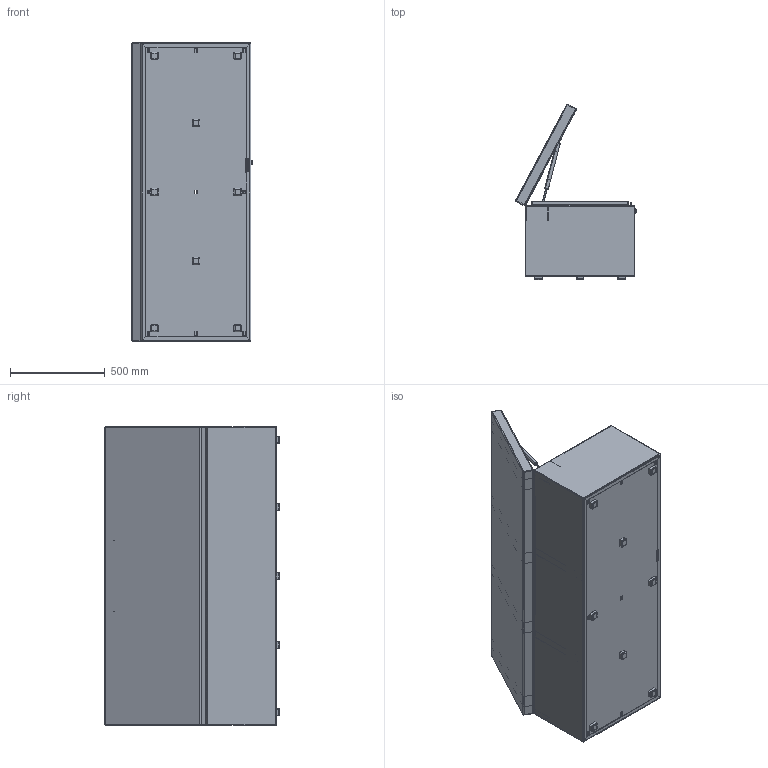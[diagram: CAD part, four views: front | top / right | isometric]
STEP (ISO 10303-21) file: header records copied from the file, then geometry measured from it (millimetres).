
FILE_DESCRIPTION (( 'STEP AP203' ), '1' );
FILE_NAME ('STB160_.STEP', '2021-01-11T07:58:14', ( '' ), ( '' ), 'SwSTEP 2.0', 'SolidWorks 2020', '' );
FILE_SCHEMA (( 'CONFIG_CONTROL_DESIGN' ));
Length unit declared in the file: millimetre
Products named in the file (41): STB160 Hinge_3280 Part 2; B7010; B1081; STB160_  Bottom 2; STB160_ Connection gasspring 3R; STB160_ Connection gasspring 3L; STB160_ base asm; STB160_ Connection gasspring; kogelgewricht-98510; STB160_  Reinforcement 2 strip; B4093; STB160 Hinge_3280 Part 1; B2146; kogelgewricht-98510-1; Gasveer 588437-1; STB160_ Lock Lip special; STB160_  reinforcement 3 strip; STB160_  Side plate back; STB160_  Side plate; Gasveer 588437-2; STB160_  Side plate 3; STB160_  strip; Gasveer 588437; kogelgewricht-98510-2; B4091; B6008; 0806_asm; 8980203; STB160_  Deksel; STB160_ Deksel asm; STB160_; STB160 Hinge 3280; STB160_  Feet; 9102604; STB160_  reinforcement strip; STB160_ Lock cover; STB160_ Connection gasspring 2
Assembly tree (58 placements, depth 4):
  STB160_
    STB160_ base asm
      STB160_  Side plate 3
      STB160_  Side plate  x2
      STB160_  Side plate back
      STB160_  reinforcement strip  x2
      STB160_  Feet  x8
      STB160_  Bottom 2
      STB160_  reinforcement 3 strip
      STB160_ Lock cover
      STB160_ Connection gasspring
      STB160_ Connection gasspring 2
    STB160_ Deksel asm
      STB160_  Deksel
      STB160_  strip
      STB160_  Reinforcement 2 strip  x2
      STB160_ Connection gasspring 3R
      STB160_ Connection gasspring 3L
    STB160_ Lock Lip special
    0806_asm
      B1081
      B2146
      B7010
      9102604
      B6008
      B4093
      B4091
      8980203
    Gasveer 588437
      Gasveer 588437-1
      Gasveer 588437-2
      kogelgewricht-98510
        kogelgewricht-98510-1
        kogelgewricht-98510-2
      kogelgewricht-98510
        kogelgewricht-98510-1
        kogelgewricht-98510-2
    Gasveer 588437
      Gasveer 588437-1
      Gasveer 588437-2
      kogelgewricht-98510
        kogelgewricht-98510-1
        kogelgewricht-98510-2
      kogelgewricht-98510
        kogelgewricht-98510-1
        kogelgewricht-98510-2
    STB160 Hinge 3280
      STB160 Hinge_3280 Part 1
      STB160 Hinge_3280 Part 2
Bounding box: 637.29 x 926.15 x 1580 mm (x, y, z)
Volume: 13971854.2 mm3; surface area: 9490353 mm2
Topology: 46 solids, 50 shells, 2383 faces, 6065 edges, 3769 vertices
Faces by surface type: plane 1343, cylinder 686, bspline 182, cone 144, torus 16, sphere 12
Entity records: 72112 total; most frequent: CARTESIAN_POINT 19134, ORIENTED_EDGE 10140, DIRECTION 9785, EDGE_CURVE 5074, LINE 3499, VECTOR 3499, VERTEX_POINT 3217, AXIS2_PLACEMENT_3D 3143
